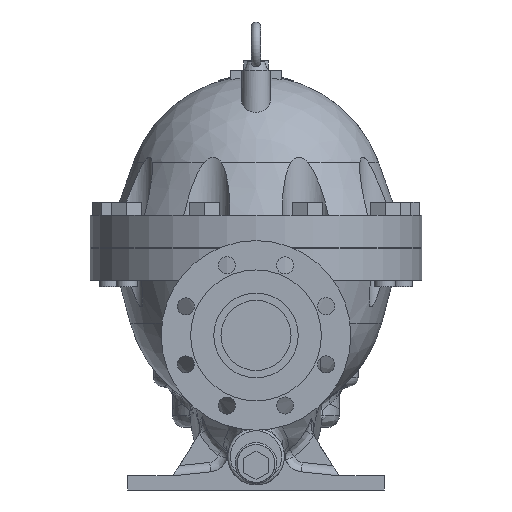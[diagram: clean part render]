
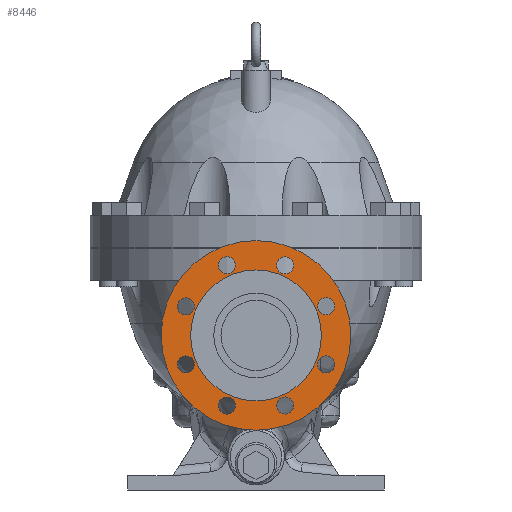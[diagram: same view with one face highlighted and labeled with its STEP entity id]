
A CAD part, left-side view. The second image highlights one B-rep face of the part: STEP entity #8446.
In plain terms, the highlighted planar face has unit normal (-1, 0, 0).
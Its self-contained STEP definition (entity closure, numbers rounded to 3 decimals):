
#1711=FACE_BOUND('',#2489,.T.);
#1712=FACE_BOUND('',#2490,.T.);
#1713=FACE_BOUND('',#2491,.T.);
#1714=FACE_BOUND('',#2492,.T.);
#1715=FACE_BOUND('',#2493,.T.);
#1716=FACE_BOUND('',#2494,.T.);
#1717=FACE_BOUND('',#2495,.T.);
#1718=FACE_BOUND('',#2496,.T.);
#1719=FACE_BOUND('',#2497,.T.);
#1895=FACE_OUTER_BOUND('',#2488,.T.);
#2488=EDGE_LOOP('',(#5744));
#2489=EDGE_LOOP('',(#5745));
#2490=EDGE_LOOP('',(#5746));
#2491=EDGE_LOOP('',(#5747));
#2492=EDGE_LOOP('',(#5748));
#2493=EDGE_LOOP('',(#5749));
#2494=EDGE_LOOP('',(#5750));
#2495=EDGE_LOOP('',(#5751));
#2496=EDGE_LOOP('',(#5752));
#2497=EDGE_LOOP('',(#5753));
#3187=CIRCLE('',#9018,9.);
#3189=CIRCLE('',#9021,9.);
#3191=CIRCLE('',#9024,9.);
#3193=CIRCLE('',#9027,9.);
#3195=CIRCLE('',#9030,9.);
#3197=CIRCLE('',#9033,9.);
#3199=CIRCLE('',#9036,9.);
#3201=CIRCLE('',#9039,9.);
#3204=CIRCLE('',#9044,69.);
#3205=CIRCLE('',#9046,100.);
#3595=VERTEX_POINT('',#12310);
#3597=VERTEX_POINT('',#12315);
#3599=VERTEX_POINT('',#12320);
#3601=VERTEX_POINT('',#12325);
#3603=VERTEX_POINT('',#12330);
#3605=VERTEX_POINT('',#12335);
#3607=VERTEX_POINT('',#12340);
#3609=VERTEX_POINT('',#12345);
#3612=VERTEX_POINT('',#12353);
#3613=VERTEX_POINT('',#12356);
#4448=EDGE_CURVE('',#3595,#3595,#3187,.T.);
#4450=EDGE_CURVE('',#3597,#3597,#3189,.T.);
#4452=EDGE_CURVE('',#3599,#3599,#3191,.T.);
#4454=EDGE_CURVE('',#3601,#3601,#3193,.T.);
#4456=EDGE_CURVE('',#3603,#3603,#3195,.T.);
#4458=EDGE_CURVE('',#3605,#3605,#3197,.T.);
#4460=EDGE_CURVE('',#3607,#3607,#3199,.T.);
#4462=EDGE_CURVE('',#3609,#3609,#3201,.T.);
#4465=EDGE_CURVE('',#3612,#3612,#3204,.T.);
#4466=EDGE_CURVE('',#3613,#3613,#3205,.T.);
#5744=ORIENTED_EDGE('',*,*,#4466,.F.);
#5745=ORIENTED_EDGE('',*,*,#4448,.T.);
#5746=ORIENTED_EDGE('',*,*,#4450,.T.);
#5747=ORIENTED_EDGE('',*,*,#4452,.T.);
#5748=ORIENTED_EDGE('',*,*,#4454,.T.);
#5749=ORIENTED_EDGE('',*,*,#4456,.T.);
#5750=ORIENTED_EDGE('',*,*,#4458,.T.);
#5751=ORIENTED_EDGE('',*,*,#4460,.T.);
#5752=ORIENTED_EDGE('',*,*,#4462,.T.);
#5753=ORIENTED_EDGE('',*,*,#4465,.T.);
#8176=PLANE('',#9045);
#8446=ADVANCED_FACE('',(#1895,#1711,#1712,#1713,#1714,#1715,#1716,#1717,
#1718,#1719),#8176,.T.);
#9018=AXIS2_PLACEMENT_3D('',#12311,#9993,#9994);
#9021=AXIS2_PLACEMENT_3D('',#12316,#9999,#10000);
#9024=AXIS2_PLACEMENT_3D('',#12321,#10005,#10006);
#9027=AXIS2_PLACEMENT_3D('',#12326,#10011,#10012);
#9030=AXIS2_PLACEMENT_3D('',#12331,#10017,#10018);
#9033=AXIS2_PLACEMENT_3D('',#12336,#10023,#10024);
#9036=AXIS2_PLACEMENT_3D('',#12341,#10029,#10030);
#9039=AXIS2_PLACEMENT_3D('',#12346,#10035,#10036);
#9044=AXIS2_PLACEMENT_3D('',#12354,#10045,#10046);
#9045=AXIS2_PLACEMENT_3D('',#12355,#10047,#10048);
#9046=AXIS2_PLACEMENT_3D('',#12357,#10049,#10050);
#9993=DIRECTION('center_axis',(1.,0.,0.));
#9994=DIRECTION('ref_axis',(0.,-0.707,-0.707));
#9999=DIRECTION('center_axis',(1.,0.,0.));
#10000=DIRECTION('ref_axis',(0.,-1.,0.));
#10005=DIRECTION('center_axis',(1.,0.,0.));
#10006=DIRECTION('ref_axis',(0.,-0.707,0.707));
#10011=DIRECTION('center_axis',(1.,0.,0.));
#10012=DIRECTION('ref_axis',(0.,0.,1.));
#10017=DIRECTION('center_axis',(1.,0.,0.));
#10018=DIRECTION('ref_axis',(0.,0.707,0.707));
#10023=DIRECTION('center_axis',(1.,0.,0.));
#10024=DIRECTION('ref_axis',(0.,1.,0.));
#10029=DIRECTION('center_axis',(1.,0.,0.));
#10030=DIRECTION('ref_axis',(0.,0.707,-0.707));
#10035=DIRECTION('center_axis',(1.,0.,0.));
#10036=DIRECTION('ref_axis',(0.,0.,-1.));
#10045=DIRECTION('center_axis',(1.,0.,0.));
#10046=DIRECTION('ref_axis',(0.,0.,-1.));
#10047=DIRECTION('center_axis',(-1.,0.,0.));
#10048=DIRECTION('ref_axis',(0.,0.,1.));
#10049=DIRECTION('center_axis',(1.,0.,0.));
#10050=DIRECTION('ref_axis',(0.,0.,-1.));
#12310=CARTESIAN_POINT('',(-380.,80.274,-55.021));
#12311=CARTESIAN_POINT('Origin',(-380.,73.91,-61.385));
#12315=CARTESIAN_POINT('',(-380.,82.91,-122.615));
#12316=CARTESIAN_POINT('Origin',(-380.,73.91,-122.615));
#12320=CARTESIAN_POINT('',(-380.,36.979,-172.274));
#12321=CARTESIAN_POINT('Origin',(-380.,30.615,-165.91));
#12325=CARTESIAN_POINT('',(-380.,-30.615,-174.91));
#12326=CARTESIAN_POINT('Origin',(-380.,-30.615,-165.91));
#12330=CARTESIAN_POINT('',(-380.,-80.274,-128.979));
#12331=CARTESIAN_POINT('Origin',(-380.,-73.91,-122.615));
#12335=CARTESIAN_POINT('',(-380.,-82.91,-61.385));
#12336=CARTESIAN_POINT('Origin',(-380.,-73.91,-61.385));
#12340=CARTESIAN_POINT('',(-380.,-36.979,-11.726));
#12341=CARTESIAN_POINT('Origin',(-380.,-30.615,-18.09));
#12345=CARTESIAN_POINT('',(-380.,30.615,-9.09));
#12346=CARTESIAN_POINT('Origin',(-380.,30.615,-18.09));
#12353=CARTESIAN_POINT('',(-380.,0.,-161.));
#12354=CARTESIAN_POINT('Origin',(-380.,0.,-92.));
#12355=CARTESIAN_POINT('Origin',(-380.,0.,-192.));
#12356=CARTESIAN_POINT('',(-380.,0.,-192.));
#12357=CARTESIAN_POINT('Origin',(-380.,0.,-92.));
